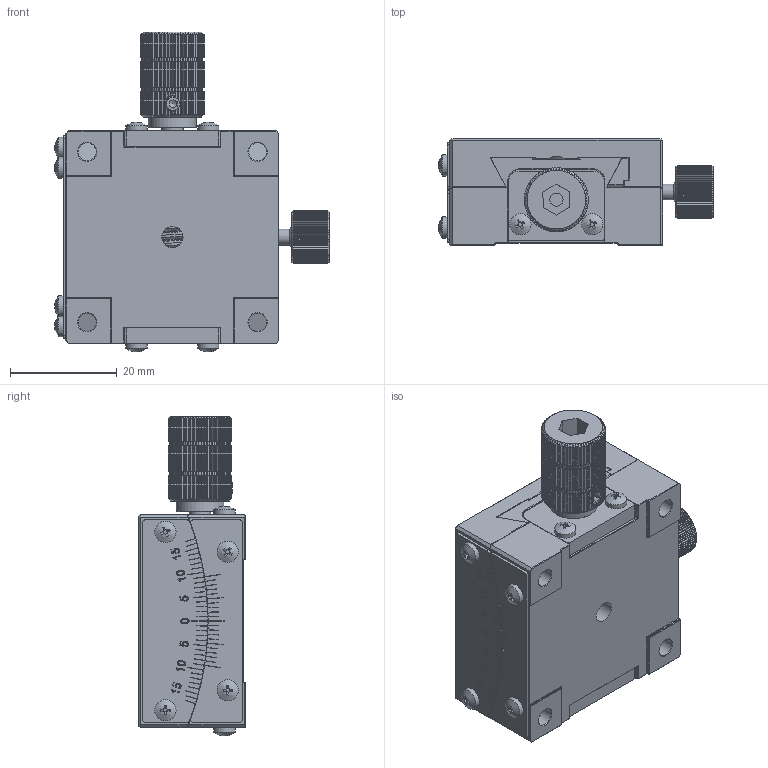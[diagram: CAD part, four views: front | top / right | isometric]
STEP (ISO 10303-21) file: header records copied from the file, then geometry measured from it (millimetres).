
FILE_DESCRIPTION (( 'STEP AP203' ), '1' );
FILE_NAME ('528936.STEP', '2024-11-12T09:36:12', ( 'Windows User' ), ( 'P R C' ), 'SwSTEP 2.0', 'SolidWorks 2020', '' );
FILE_SCHEMA (( 'CONFIG_CONTROL_DESIGN' ));
Products named in the file (1): 528936
Bounding box: 51.53 x 20 x 60.08 mm (x, y, z)
Volume: 31558.6 mm3; surface area: 22505.9 mm2
Topology: 22 solids, 22 shells, 2265 faces, 6013 edges, 3786 vertices
Faces by surface type: plane 1203, cylinder 605, cone 319, bspline 138
Full cylindrical faces by diameter (mm): 1.6 x12, 2 x8, 2.1 x1, 2.3 x4, 2.5 x9, 3 x2, 3.4 x4, 4 x15, 4.2 x3, 6 x6, 6.333 x4, 8.5 x3, 8.667 x2, 8.927 x2, 9 x1, 9.327 x2, 11 x2, 11.8 x2
Entity records: 84644 total; most frequent: CARTESIAN_POINT 30923, ORIENTED_EDGE 11568, DIRECTION 10615, EDGE_CURVE 5784, AXIS2_PLACEMENT_3D 3829, VERTEX_POINT 3704, VECTOR 2957, LINE 2957
